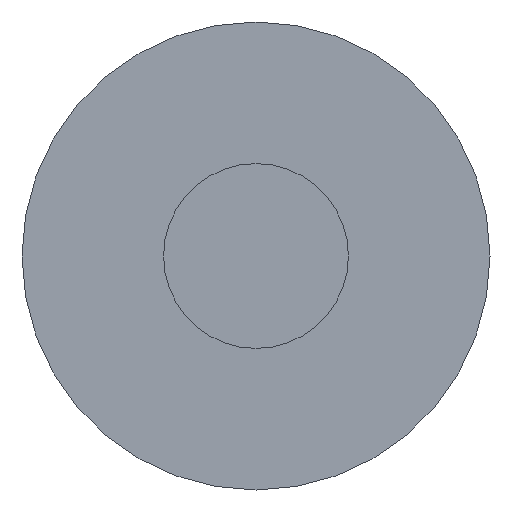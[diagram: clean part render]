
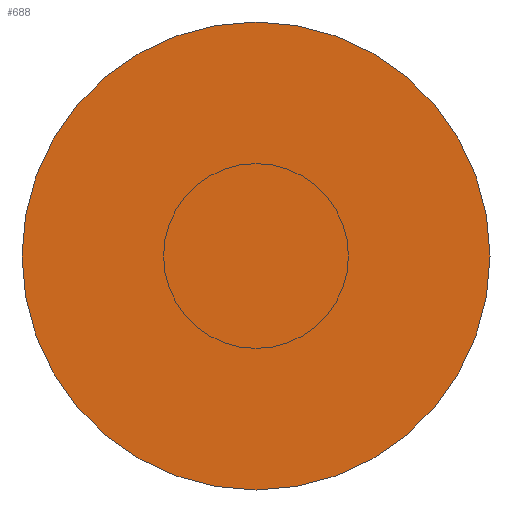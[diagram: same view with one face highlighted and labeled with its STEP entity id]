
A CAD part, front view. The second image highlights one B-rep face of the part: STEP entity #688.
In plain terms, the highlighted planar face has unit normal (0, -1, 0).
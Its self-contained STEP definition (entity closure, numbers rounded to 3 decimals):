
#150 = VERTEX_POINT ( 'NONE', #1340 ) ;
#197 = FACE_OUTER_BOUND ( 'NONE', #1099, .T. ) ;
#216 = AXIS2_PLACEMENT_3D ( 'NONE', #821, #1771, #1007 ) ;
#398 = CARTESIAN_POINT ( 'NONE',  ( 0., -3., 100. ) ) ;
#496 = CIRCLE ( 'NONE', #1792, 100. ) ;
#587 = DIRECTION ( 'NONE',  ( 0., -1., 0. ) ) ;
#686 = CIRCLE ( 'NONE', #216, 100. ) ;
#688 = ADVANCED_FACE ( 'NONE', ( #197 ), #1643, .T. ) ;
#784 = ORIENTED_EDGE ( 'NONE', *, *, #1618, .T. ) ;
#821 = CARTESIAN_POINT ( 'NONE',  ( 0., -3., 0. ) ) ;
#867 = ORIENTED_EDGE ( 'NONE', *, *, #1425, .T. ) ;
#964 = DIRECTION ( 'NONE',  ( 0., -1., 0. ) ) ;
#1007 = DIRECTION ( 'NONE',  ( 0., 0., -1. ) ) ;
#1099 = EDGE_LOOP ( 'NONE', ( #784, #867 ) ) ;
#1120 = AXIS2_PLACEMENT_3D ( 'NONE', #1536, #964, #1645 ) ;
#1210 = VERTEX_POINT ( 'NONE', #398 ) ;
#1340 = CARTESIAN_POINT ( 'NONE',  ( 0., -3., -100. ) ) ;
#1425 = EDGE_CURVE ( 'NONE', #150, #1210, #496, .T. ) ;
#1509 = CARTESIAN_POINT ( 'NONE',  ( 0., -3., 0. ) ) ;
#1536 = CARTESIAN_POINT ( 'NONE',  ( 0., -3., 0. ) ) ;
#1615 = DIRECTION ( 'NONE',  ( 0., 0., -1. ) ) ;
#1618 = EDGE_CURVE ( 'NONE', #1210, #150, #686, .T. ) ;
#1643 = PLANE ( 'NONE',  #1120 ) ;
#1645 = DIRECTION ( 'NONE',  ( 0., 0., -1. ) ) ;
#1771 = DIRECTION ( 'NONE',  ( 0., -1., 0. ) ) ;
#1792 = AXIS2_PLACEMENT_3D ( 'NONE', #1509, #587, #1615 ) ;
